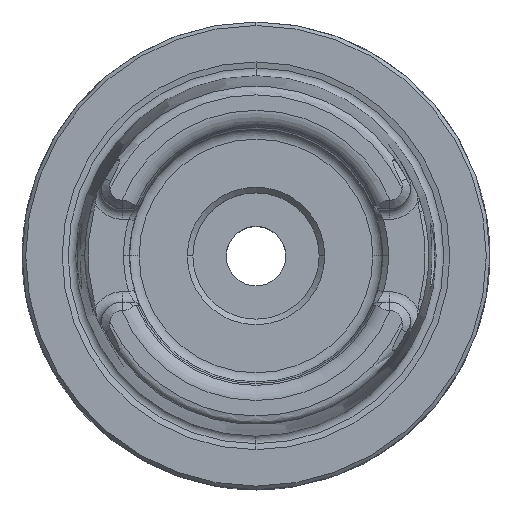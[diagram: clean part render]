
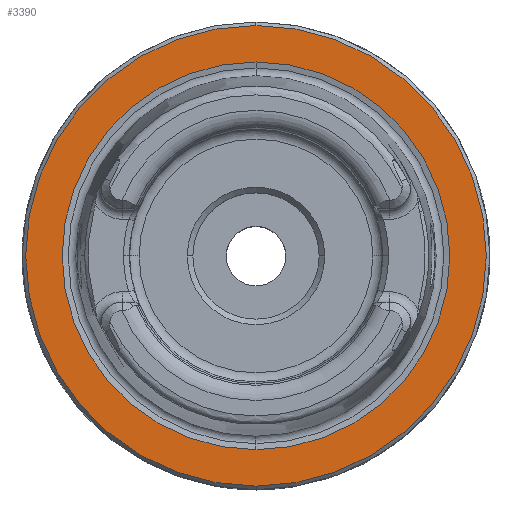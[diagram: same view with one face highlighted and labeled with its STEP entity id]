
A CAD part, top view. The second image highlights one B-rep face of the part: STEP entity #3390.
In plain terms, the highlighted planar face has unit normal (0, 0, 1).
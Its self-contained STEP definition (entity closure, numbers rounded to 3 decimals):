
#1826=EDGE_CURVE('NONE',#2432,#2982,#4753,.T.);
#1980=EDGE_CURVE('NONE',#2378,#3890,#4926,.T.);
#2268=EDGE_CURVE('NONE',#3890,#2378,#5245,.F.);
#2378=VERTEX_POINT('NONE',#5364);
#2432=VERTEX_POINT('NONE',#5423);
#2982=VERTEX_POINT('NONE',#6018);
#3390=ADVANCED_FACE('NONE',(#6464,#6465),#6466,.F.);
#3404=EDGE_CURVE('NONE',#2982,#2432,#6482,.T.);
#3890=VERTEX_POINT('NONE',#7020);
#4753=CIRCLE('',#8586,30.995);
#4926=CIRCLE('',#9198,26.09);
#5245=CIRCLE('',#10021,26.09);
#5364=CARTESIAN_POINT('',(0.,-26.09,0.));
#5423=CARTESIAN_POINT('',(0.0,-30.995,0.));
#6018=CARTESIAN_POINT('',(0.,30.995,0.));
#6464=FACE_OUTER_BOUND('',#13389,.T.);
#6465=FACE_BOUND('',#13390,.T.);
#6466=PLANE('',#13391);
#6482=CIRCLE('',#13411,30.995);
#7020=CARTESIAN_POINT('',(0.0,26.09,0.));
#8586=AXIS2_PLACEMENT_3D('',#16426,#16427,#16428);
#9198=AXIS2_PLACEMENT_3D('',#16643,#16644,#16645);
#10021=AXIS2_PLACEMENT_3D('',#17012,#17013,#17014);
#13389=EDGE_LOOP('',(#18281,#18282));
#13390=EDGE_LOOP('',(#18283,#18284));
#13391=AXIS2_PLACEMENT_3D('',#18285,#18286,#18287);
#13411=AXIS2_PLACEMENT_3D('',#18313,#18314,#18315);
#16426=CARTESIAN_POINT('',(0.0,0.,0.));
#16427=DIRECTION('',(0.0,0.0,1.0));
#16428=DIRECTION('',(0.0,-1.0,0.0));
#16643=CARTESIAN_POINT('',(0.0,0.,0.));
#16644=DIRECTION('',(0.0,0.0,1.0));
#16645=DIRECTION('',(0.0,1.0,-0.0));
#17012=CARTESIAN_POINT('',(0.0,0.,0.));
#17013=DIRECTION('',(0.0,0.0,-1.0));
#17014=DIRECTION('',(0.0,1.0,0.0));
#18281=ORIENTED_EDGE('',*,*,#1826,.T.);
#18282=ORIENTED_EDGE('',*,*,#3404,.T.);
#18283=ORIENTED_EDGE('',*,*,#2268,.F.);
#18284=ORIENTED_EDGE('',*,*,#1980,.F.);
#18285=CARTESIAN_POINT('',(0.0,-24.796,0.));
#18286=DIRECTION('',(0.0,0.0,-1.0));
#18287=DIRECTION('',(0.0,-1.0,0.0));
#18313=CARTESIAN_POINT('',(0.0,0.,0.));
#18314=DIRECTION('',(0.0,0.0,1.0));
#18315=DIRECTION('',(0.0,-1.0,0.0));
